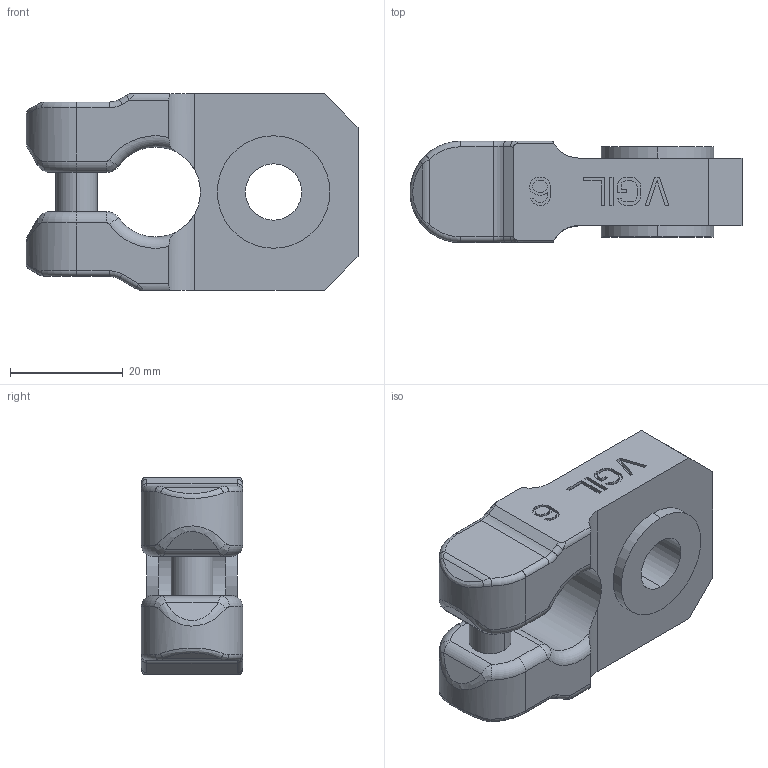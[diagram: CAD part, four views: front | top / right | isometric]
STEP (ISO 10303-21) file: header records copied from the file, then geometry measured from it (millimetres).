
FILE_DESCRIPTION((''),'2;1');
FILE_NAME('001-M32660-P01','2019-07-29T',('Roland.Jakubetz'),(''),'PRO/ENGINEER BY PARAMETRIC TECHNOLOGY CORPORATION, 2011490','PRO/ENGINEER BY PARAMETRIC TECHNOLOGY CORPORATION, 2011490','');
FILE_SCHEMA(('CONFIG_CONTROL_DESIGN'));
Length unit declared in the file: millimetre
Products named in the file (1): 001-M32660-P01
Bounding box: 59 x 18 x 35 mm (x, y, z)
Volume: 22591.1 mm3; surface area: 7291.9 mm2
Topology: 1 solids, 1 shells, 229 faces, 613 edges, 394 vertices
Faces by surface type: plane 150, cylinder 39, bspline 24, torus 16
Entity records: 8199 total; most frequent: CARTESIAN_POINT 2552, ORIENTED_EDGE 1226, DIRECTION 1077, EDGE_CURVE 613, VECTOR 447, LINE 447, VERTEX_POINT 394, AXIS2_PLACEMENT_3D 315
